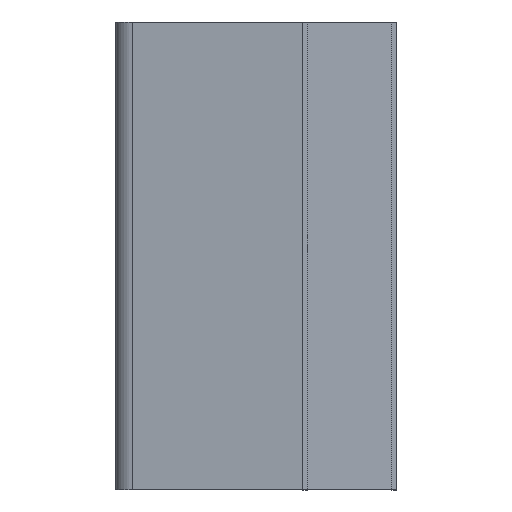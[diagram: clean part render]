
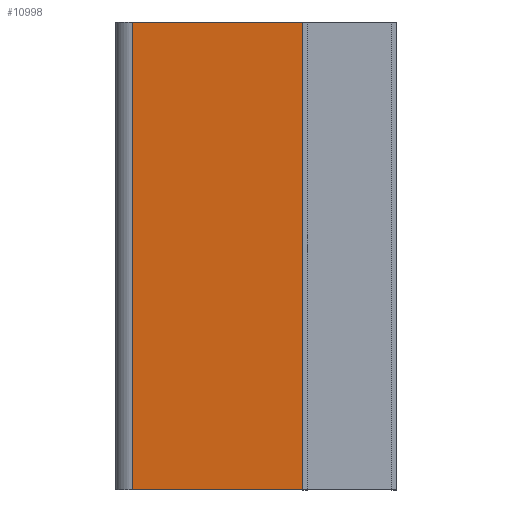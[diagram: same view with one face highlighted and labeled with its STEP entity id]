
A CAD part, left-side view. The second image highlights one B-rep face of the part: STEP entity #10998.
In plain terms, the highlighted planar face has unit normal (-0.995, 0.1, 0).
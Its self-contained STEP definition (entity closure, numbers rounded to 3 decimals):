
#8851 = FACE_OUTER_BOUND ( 'NONE', #19022, .T. ) ;
#8934 = AXIS2_PLACEMENT_3D ( 'NONE', #13960, #13961, #13962 ) ;
#10998 = ADVANCED_FACE ( 'NONE', ( #8851 ), #13959, .T. ) ;
#11389 = VERTEX_POINT ( 'NONE', #15048 ) ;
#11391 = VERTEX_POINT ( 'NONE', #15050 ) ;
#11397 = VERTEX_POINT ( 'NONE', #15056 ) ;
#11404 = VERTEX_POINT ( 'NONE', #15063 ) ;
#11874 = ORIENTED_EDGE ( 'NONE', *, *, #11903, .T. ) ;
#11875 = ORIENTED_EDGE ( 'NONE', *, *, #11904, .F. ) ;
#11876 = ORIENTED_EDGE ( 'NONE', *, *, #11902, .T. ) ;
#11877 = ORIENTED_EDGE ( 'NONE', *, *, #11905, .F. ) ;
#11902 = EDGE_CURVE ( 'NONE', #11404, #11389, #15669, .T. ) ;
#11903 = EDGE_CURVE ( 'NONE', #11391, #11404, #15802, .T. ) ;
#11904 = EDGE_CURVE ( 'NONE', #11397, #11389, #15805, .T. ) ;
#11905 = EDGE_CURVE ( 'NONE', #11391, #11397, #15808, .T. ) ;
#13959 = PLANE ( 'NONE',  #8934 ) ;
#13960 = CARTESIAN_POINT ( 'NONE',  ( -0.664, -0.013, 0.625 ) ) ;
#13961 = DIRECTION ( 'NONE',  ( -0.995, 0.1, 0. ) ) ;
#13962 = DIRECTION ( 'NONE',  ( -0.1, -0.995, 0. ) ) ;
#15048 = CARTESIAN_POINT ( 'NONE',  ( -0.605, 0.58, -0.625 ) ) ;
#15050 = CARTESIAN_POINT ( 'NONE',  ( -0.65, 0.125, 0.625 ) ) ;
#15056 = CARTESIAN_POINT ( 'NONE',  ( -0.65, 0.125, -0.625 ) ) ;
#15063 = CARTESIAN_POINT ( 'NONE',  ( -0.605, 0.58, 0.625 ) ) ;
#15669 = LINE ( 'NONE', #15670, #15778 ) ;
#15670 = CARTESIAN_POINT ( 'NONE',  ( -0.605, 0.58, 0.625 ) ) ;
#15671 = DIRECTION ( 'NONE',  ( 0., 0., -1. ) ) ;
#15778 = VECTOR ( 'NONE', #15671, 1000. ) ;
#15779 = VECTOR ( 'NONE', #15804, 1000. ) ;
#15780 = VECTOR ( 'NONE', #15807, 1000. ) ;
#15781 = VECTOR ( 'NONE', #15810, 1000. ) ;
#15802 = LINE ( 'NONE', #15803, #15779 ) ;
#15803 = CARTESIAN_POINT ( 'NONE',  ( -0.664, -0.013, 0.625 ) ) ;
#15804 = DIRECTION ( 'NONE',  ( 0.1, 0.995, 0. ) ) ;
#15805 = LINE ( 'NONE', #15806, #15780 ) ;
#15806 = CARTESIAN_POINT ( 'NONE',  ( -0.664, -0.013, -0.625 ) ) ;
#15807 = DIRECTION ( 'NONE',  ( 0.1, 0.995, 0. ) ) ;
#15808 = LINE ( 'NONE', #15809, #15781 ) ;
#15809 = CARTESIAN_POINT ( 'NONE',  ( -0.65, 0.125, 0.625 ) ) ;
#15810 = DIRECTION ( 'NONE',  ( 0., 0., -1. ) ) ;
#19022 = EDGE_LOOP ( 'NONE', ( #11874, #11876, #11875, #11877 ) ) ;
